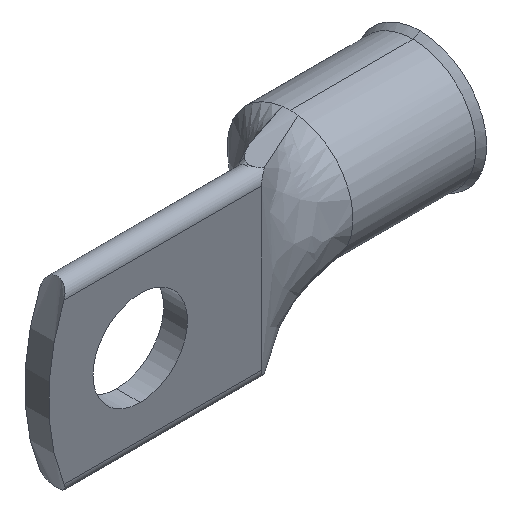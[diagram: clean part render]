
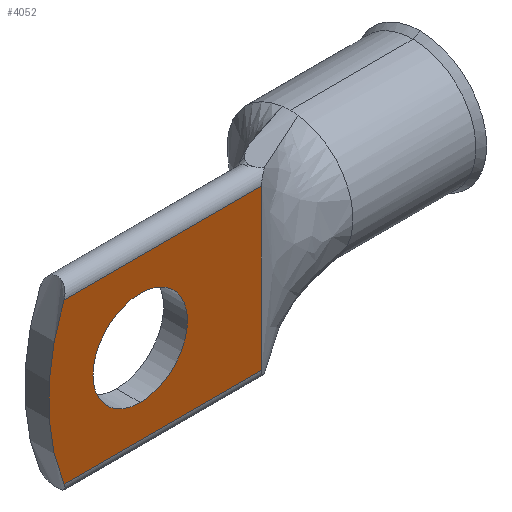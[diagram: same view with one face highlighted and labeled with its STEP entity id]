
A CAD part, isometric view. The second image highlights one B-rep face of the part: STEP entity #4052.
In plain terms, the highlighted planar face has unit normal (0, -1, 0).
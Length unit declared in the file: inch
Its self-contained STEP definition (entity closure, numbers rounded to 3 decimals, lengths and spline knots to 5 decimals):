
#162 = DIRECTION ( 'NONE',  ( 0., 0., 1. ) ) ;
#164 = LINE ( 'NONE', #645, #454 ) ;
#214 = ORIENTED_EDGE ( 'NONE', *, *, #3135, .T. ) ;
#379 = ORIENTED_EDGE ( 'NONE', *, *, #2978, .T. ) ;
#454 = VECTOR ( 'NONE', #590, 39.37008 ) ;
#590 = DIRECTION ( 'NONE',  ( -1., 0., 0. ) ) ;
#645 = CARTESIAN_POINT ( 'NONE',  ( -0.49533, -0.065, 0.435 ) ) ;
#748 = DIRECTION ( 'NONE',  ( 0., -1., 0. ) ) ;
#770 = VERTEX_POINT ( 'NONE', #4871 ) ;
#782 = VERTEX_POINT ( 'NONE', #945 ) ;
#791 = AXIS2_PLACEMENT_3D ( 'NONE', #1513, #5105, #3906 ) ;
#937 = CARTESIAN_POINT ( 'NONE',  ( 0.58, -0.065, 0.435 ) ) ;
#939 = EDGE_CURVE ( 'NONE', #1179, #3865, #2981, .T. ) ;
#945 = CARTESIAN_POINT ( 'NONE',  ( -0.08, -0.065, -0.2575 ) ) ;
#1107 = CARTESIAN_POINT ( 'NONE',  ( -0.08, -0.065, 0. ) ) ;
#1120 = CIRCLE ( 'NONE', #1697, 0.2575 ) ;
#1179 = VERTEX_POINT ( 'NONE', #2708 ) ;
#1247 = LINE ( 'NONE', #3985, #3453 ) ;
#1252 = EDGE_CURVE ( 'NONE', #782, #5028, #2775, .T. ) ;
#1398 = CARTESIAN_POINT ( 'NONE',  ( -0.49533, -0.065, 0.435 ) ) ;
#1490 = DIRECTION ( 'NONE',  ( 0., -1., 0. ) ) ;
#1513 = CARTESIAN_POINT ( 'NONE',  ( -0.08, -0.065, 0. ) ) ;
#1525 = ORIENTED_EDGE ( 'NONE', *, *, #939, .T. ) ;
#1697 = AXIS2_PLACEMENT_3D ( 'NONE', #1107, #2673, #5041 ) ;
#1783 = CIRCLE ( 'NONE', #2947, 1.15979 ) ;
#1814 = ORIENTED_EDGE ( 'NONE', *, *, #2348, .T. ) ;
#1932 = ORIENTED_EDGE ( 'NONE', *, *, #2563, .F. ) ;
#2147 = VERTEX_POINT ( 'NONE', #1398 ) ;
#2223 = FACE_OUTER_BOUND ( 'NONE', #2783, .T. ) ;
#2286 = CARTESIAN_POINT ( 'NONE',  ( 0.57979, -0.065, 0. ) ) ;
#2348 = EDGE_CURVE ( 'NONE', #2147, #770, #1783, .T. ) ;
#2532 = AXIS2_PLACEMENT_3D ( 'NONE', #5055, #1490, #3077 ) ;
#2563 = EDGE_CURVE ( 'NONE', #5028, #782, #1120, .T. ) ;
#2663 = PLANE ( 'NONE',  #2532 ) ;
#2673 = DIRECTION ( 'NONE',  ( 0., -1., 0. ) ) ;
#2708 = CARTESIAN_POINT ( 'NONE',  ( 0.58, -0.065, -0.435 ) ) ;
#2775 = CIRCLE ( 'NONE', #791, 0.2575 ) ;
#2783 = EDGE_LOOP ( 'NONE', ( #1814, #214, #1525, #379 ) ) ;
#2895 = CARTESIAN_POINT ( 'NONE',  ( 0.58, -0.065, 0. ) ) ;
#2947 = AXIS2_PLACEMENT_3D ( 'NONE', #2286, #748, #4747 ) ;
#2978 = EDGE_CURVE ( 'NONE', #3865, #2147, #164, .T. ) ;
#2981 = LINE ( 'NONE', #2895, #3699 ) ;
#3077 = DIRECTION ( 'NONE',  ( 0., 0., -1. ) ) ;
#3135 = EDGE_CURVE ( 'NONE', #770, #1179, #1247, .T. ) ;
#3206 = DIRECTION ( 'NONE',  ( 1., 0., 0. ) ) ;
#3420 = FACE_BOUND ( 'NONE', #5010, .T. ) ;
#3453 = VECTOR ( 'NONE', #3206, 39.37008 ) ;
#3552 = ORIENTED_EDGE ( 'NONE', *, *, #1252, .F. ) ;
#3699 = VECTOR ( 'NONE', #162, 39.37008 ) ;
#3865 = VERTEX_POINT ( 'NONE', #937 ) ;
#3876 = CARTESIAN_POINT ( 'NONE',  ( -0.08, -0.065, 0.2575 ) ) ;
#3906 = DIRECTION ( 'NONE',  ( 0., 0., -1. ) ) ;
#3985 = CARTESIAN_POINT ( 'NONE',  ( 0.57979, -0.065, -0.435 ) ) ;
#4052 = ADVANCED_FACE ( 'NONE', ( #3420, #2223 ), #2663, .T. ) ;
#4747 = DIRECTION ( 'NONE',  ( 0., 0., -1. ) ) ;
#4871 = CARTESIAN_POINT ( 'NONE',  ( -0.49533, -0.065, -0.435 ) ) ;
#5010 = EDGE_LOOP ( 'NONE', ( #1932, #3552 ) ) ;
#5028 = VERTEX_POINT ( 'NONE', #3876 ) ;
#5041 = DIRECTION ( 'NONE',  ( 0., 0., -1. ) ) ;
#5055 = CARTESIAN_POINT ( 'NONE',  ( 0.57979, -0.065, 0. ) ) ;
#5105 = DIRECTION ( 'NONE',  ( 0., -1., 0. ) ) ;
